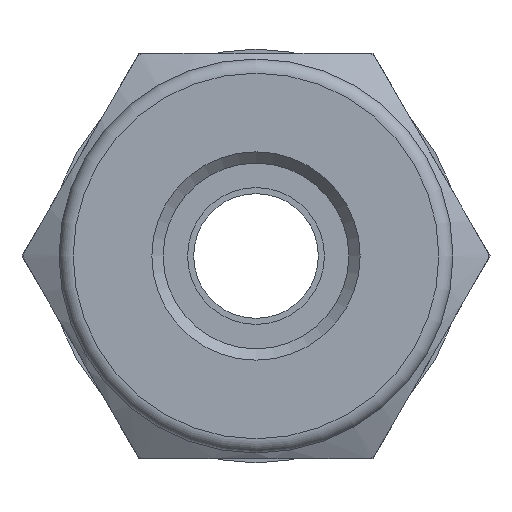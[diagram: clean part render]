
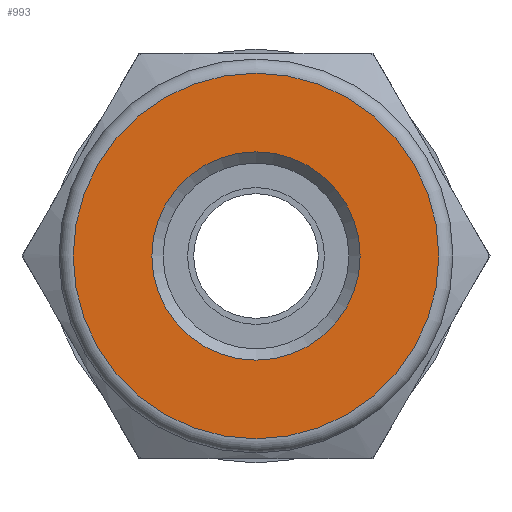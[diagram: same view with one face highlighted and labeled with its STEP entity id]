
A CAD part, left-side view. The second image highlights one B-rep face of the part: STEP entity #993.
In plain terms, the highlighted planar face has unit normal (-1, 0, 0).
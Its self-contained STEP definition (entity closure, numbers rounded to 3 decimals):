
#20=FACE_BOUND('',#237,.T.);
#76=CIRCLE('',#1111,3.675);
#77=CIRCLE('',#1113,6.45);
#166=FACE_OUTER_BOUND('',#236,.T.);
#236=EDGE_LOOP('',(#762));
#237=EDGE_LOOP('',(#763));
#452=VERTEX_POINT('',#1672);
#453=VERTEX_POINT('',#1676);
#566=EDGE_CURVE('',#452,#452,#76,.T.);
#567=EDGE_CURVE('',#453,#453,#77,.T.);
#762=ORIENTED_EDGE('',*,*,#567,.F.);
#763=ORIENTED_EDGE('',*,*,#566,.T.);
#954=PLANE('',#1112);
#993=ADVANCED_FACE('',(#166,#20),#954,.T.);
#1111=AXIS2_PLACEMENT_3D('',#1674,#1331,#1332);
#1112=AXIS2_PLACEMENT_3D('',#1675,#1333,#1334);
#1113=AXIS2_PLACEMENT_3D('',#1677,#1335,#1336);
#1331=DIRECTION('center_axis',(1.,0.,0.));
#1332=DIRECTION('ref_axis',(0.,0.,-1.));
#1333=DIRECTION('center_axis',(-1.,0.,0.));
#1334=DIRECTION('ref_axis',(0.,0.,1.));
#1335=DIRECTION('center_axis',(1.,0.,0.));
#1336=DIRECTION('ref_axis',(0.,0.,-1.));
#1672=CARTESIAN_POINT('',(0.005,-3.675,0.));
#1674=CARTESIAN_POINT('Origin',(0.005,0.,
0.));
#1675=CARTESIAN_POINT('Origin',(0.005,6.45,0.));
#1676=CARTESIAN_POINT('',(0.005,0.,6.45));
#1677=CARTESIAN_POINT('Origin',(0.005,0.,
0.));
